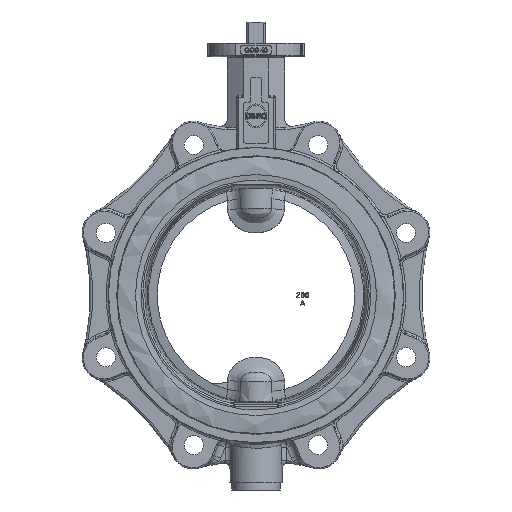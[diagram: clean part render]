
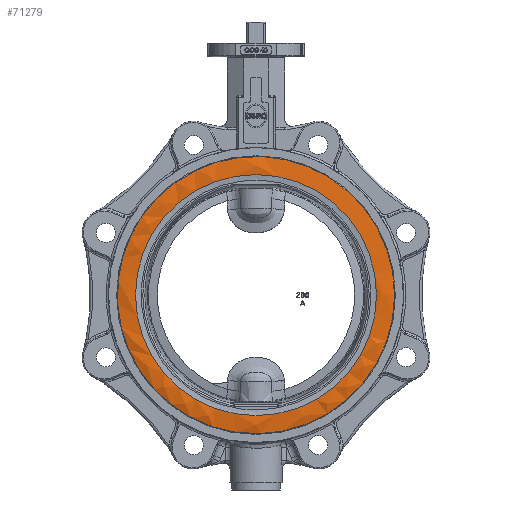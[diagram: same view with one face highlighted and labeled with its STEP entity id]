
A CAD part, front view. The second image highlights one B-rep face of the part: STEP entity #71279.
In plain terms, the highlighted free-form (B-spline) face has degree [2, 2] with [3, 9] control points.
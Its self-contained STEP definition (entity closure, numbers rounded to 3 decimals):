
#71073=CARTESIAN_POINT('',(109.457,-30.667,0.));
#71074=VERTEX_POINT('',#71073);
#71075=CARTESIAN_POINT('',(0.,-30.667,0.));
#71076=DIRECTION('',(0.0,1.0,0.0));
#71077=DIRECTION('',(1.0,0.0,0.0));
#71078=AXIS2_PLACEMENT_3D('',#71075,#71076,#71077);
#71079=CIRCLE('',#71078,109.457);
#71080=EDGE_CURVE('',#71074,#71074,#71079,.T.);
#71230=CARTESIAN_POINT('',(0.,-29.417,125.85));
#71231=CARTESIAN_POINT('',(0.,-33.773,115.858));
#71232=CARTESIAN_POINT('',(0.,-29.417,105.867));
#71233=CARTESIAN_POINT('',(125.85,-29.417,125.85));
#71234=CARTESIAN_POINT('',(115.858,-33.773,115.858));
#71235=CARTESIAN_POINT('',(105.867,-29.417,105.867));
#71236=CARTESIAN_POINT('',(125.85,-29.417,0.));
#71237=CARTESIAN_POINT('',(115.858,-33.773,0.));
#71238=CARTESIAN_POINT('',(105.867,-29.417,0.));
#71239=CARTESIAN_POINT('',(125.85,-29.417,-125.85));
#71240=CARTESIAN_POINT('',(115.858,-33.773,-115.858));
#71241=CARTESIAN_POINT('',(105.867,-29.417,-105.867));
#71242=CARTESIAN_POINT('',(0.,-29.417,-125.85));
#71243=CARTESIAN_POINT('',(0.,-33.773,-115.858));
#71244=CARTESIAN_POINT('',(0.,-29.417,-105.867));
#71245=CARTESIAN_POINT('',(-125.85,-29.417,-125.85));
#71246=CARTESIAN_POINT('',(-115.858,-33.773,-115.858));
#71247=CARTESIAN_POINT('',(-105.867,-29.417,-105.867));
#71248=CARTESIAN_POINT('',(-125.85,-29.417,0.));
#71249=CARTESIAN_POINT('',(-115.858,-33.773,0.));
#71250=CARTESIAN_POINT('',(-105.867,-29.417,0.));
#71251=CARTESIAN_POINT('',(-125.85,-29.417,125.85));
#71252=CARTESIAN_POINT('',(-115.858,-33.773,115.858));
#71253=CARTESIAN_POINT('',(-105.867,-29.417,105.867));
#71254=CARTESIAN_POINT('',(0.,-29.417,125.85));
#71255=CARTESIAN_POINT('',(0.,-33.773,115.858));
#71256=CARTESIAN_POINT('',(0.,-29.417,105.867));
#71264=(BOUNDED_SURFACE()B_SPLINE_SURFACE(2,2,((#71230,#71233,#71236,#71239,#71242,#71245,#71248,#71251,#71254),(#71231,#71234,#71237,#71240,#71243,#71246,#71249,#71252,#71255),(#71232,#71235,#71238,#71241,#71244,#71247,#71250,#71253,#71256)),.UNSPECIFIED.,.F.,.T.,.U.)B_SPLINE_SURFACE_WITH_KNOTS((3,3),(3,2,2,2,3),(1.16,1.982),(0.0,1.571,3.142,4.712,6.283),.UNSPECIFIED.)GEOMETRIC_REPRESENTATION_ITEM()RATIONAL_B_SPLINE_SURFACE(((1.0,0.707,1.0,0.707,1.0,0.707,1.0,0.707,1.0),(0.917,0.648,0.917,0.648,0.917,0.648,0.917,0.648,0.917),(1.0,0.707,1.0,0.707,1.0,0.707,1.0,0.707,1.0)))REPRESENTATION_ITEM('')SURFACE());
#71265=CARTESIAN_POINT('',(-77.079,-29.417,-99.483));
#71266=VERTEX_POINT('',#71265);
#71267=CARTESIAN_POINT('',(0.,-29.417,0.));
#71268=DIRECTION('',(0.0,1.0,0.0));
#71269=DIRECTION('',(1.0,0.0,0.0));
#71270=AXIS2_PLACEMENT_3D('',#71267,#71268,#71269);
#71271=CIRCLE('',#71270,125.85);
#71272=EDGE_CURVE('',#71266,#71266,#71271,.T.);
#71273=ORIENTED_EDGE('',*,*,#71272,.F.);
#71274=EDGE_LOOP('',(#71273));
#71275=FACE_OUTER_BOUND('',#71274,.T.);
#71276=ORIENTED_EDGE('',*,*,#71080,.T.);
#71277=EDGE_LOOP('',(#71276));
#71278=FACE_BOUND('',#71277,.T.);
#71279=ADVANCED_FACE('',(#71275,#71278),#71264,.T.);
